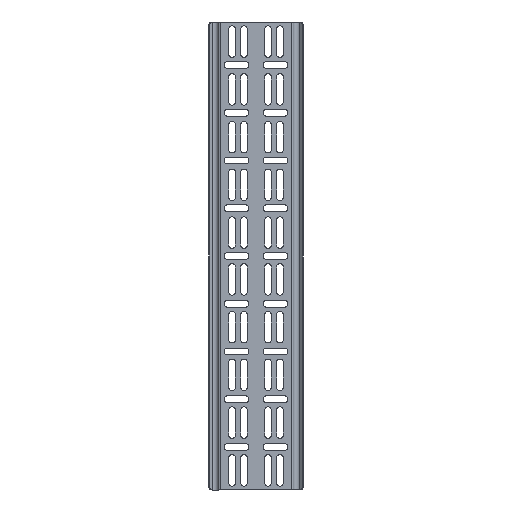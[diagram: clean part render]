
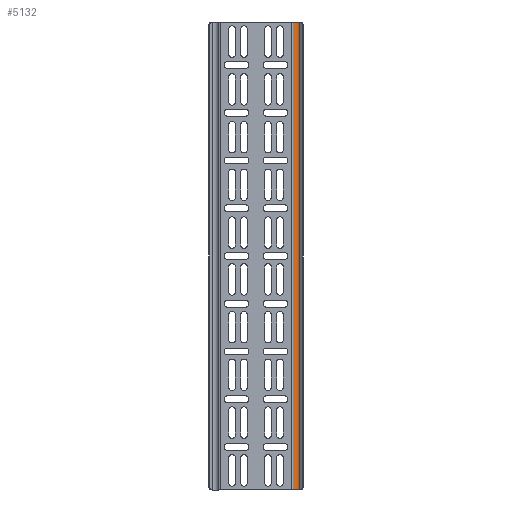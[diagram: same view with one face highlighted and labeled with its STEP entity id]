
A CAD part, front view. The second image highlights one B-rep face of the part: STEP entity #5132.
In plain terms, the highlighted cylindrical face has radius 4 mm (diameter 8 mm), a partial arc.
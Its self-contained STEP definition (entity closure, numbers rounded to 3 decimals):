
#267=B_SPLINE_CURVE_WITH_KNOTS('',3,(#7540,#7541,#7542,#7543),
 .UNSPECIFIED.,.F.,.F.,(4,4),(1.422,1.571),
 .UNSPECIFIED.);
#270=B_SPLINE_CURVE_WITH_KNOTS('',3,(#7575,#7576,#7577,#7578),
 .UNSPECIFIED.,.F.,.F.,(4,4),(6.283,6.432),
 .UNSPECIFIED.);
#284=FACE_OUTER_BOUND('',#550,.T.);
#550=EDGE_LOOP('',(#3491,#3492,#3493,#3494,#3495,#3496));
#933=CIRCLE('',#5424,4.);
#934=CIRCLE('',#5426,4.);
#1193=LINE('',#7573,#1697);
#1194=LINE('',#7581,#1698);
#1697=VECTOR('',#5973,10.);
#1698=VECTOR('',#5976,10.);
#2198=VERTEX_POINT('',#7513);
#2201=VERTEX_POINT('',#7536);
#2203=VERTEX_POINT('',#7539);
#2210=VERTEX_POINT('',#7569);
#2211=VERTEX_POINT('',#7574);
#2212=VERTEX_POINT('',#7579);
#2706=EDGE_CURVE('',#2201,#2203,#267,.T.);
#2717=EDGE_CURVE('',#2210,#2203,#933,.T.);
#2719=EDGE_CURVE('',#2198,#2201,#1193,.T.);
#2720=EDGE_CURVE('',#2211,#2198,#270,.T.);
#2721=EDGE_CURVE('',#2212,#2211,#934,.T.);
#2722=EDGE_CURVE('',#2212,#2210,#1194,.T.);
#3491=ORIENTED_EDGE('',*,*,#2706,.F.);
#3492=ORIENTED_EDGE('',*,*,#2719,.F.);
#3493=ORIENTED_EDGE('',*,*,#2720,.F.);
#3494=ORIENTED_EDGE('',*,*,#2721,.F.);
#3495=ORIENTED_EDGE('',*,*,#2722,.T.);
#3496=ORIENTED_EDGE('',*,*,#2717,.T.);
#5001=CYLINDRICAL_SURFACE('',#5425,4.);
#5132=ADVANCED_FACE('',(#284),#5001,.F.);
#5424=AXIS2_PLACEMENT_3D('',#7570,#5968,#5969);
#5425=AXIS2_PLACEMENT_3D('',#7572,#5971,#5972);
#5426=AXIS2_PLACEMENT_3D('',#7580,#5974,#5975);
#5968=DIRECTION('center_axis',(0.,0.,
-1.));
#5969=DIRECTION('ref_axis',(-0.943,0.333,0.));
#5971=DIRECTION('center_axis',(0.,0.,
-1.));
#5972=DIRECTION('ref_axis',(-0.943,0.333,0.));
#5973=DIRECTION('',(0.,0.,-1.));
#5974=DIRECTION('center_axis',(0.,0.,
-1.));
#5975=DIRECTION('ref_axis',(-0.943,0.333,0.));
#5976=DIRECTION('',(0.,0.,-1.));
#7513=CARTESIAN_POINT('',(45.895,2.916,489.945));
#7536=CARTESIAN_POINT('',(45.895,2.916,0.055));
#7539=CARTESIAN_POINT('',(45.359,3.339,0.));
#7540=CARTESIAN_POINT('Ctrl Pts',(45.895,2.916,0.055));
#7541=CARTESIAN_POINT('Ctrl Pts',(45.73,3.071,0.018));
#7542=CARTESIAN_POINT('Ctrl Pts',(45.55,3.213,0.));
#7543=CARTESIAN_POINT('Ctrl Pts',(45.359,3.339,0.));
#7569=CARTESIAN_POINT('',(39.386,1.333,0.));
#7570=CARTESIAN_POINT('Origin',(43.157,0.,0.));
#7572=CARTESIAN_POINT('Origin',(43.157,0.,245.));
#7573=CARTESIAN_POINT('',(45.895,2.916,245.));
#7574=CARTESIAN_POINT('',(45.359,3.339,490.));
#7575=CARTESIAN_POINT('Ctrl Pts',(45.359,3.339,490.));
#7576=CARTESIAN_POINT('Ctrl Pts',(45.55,3.213,490.));
#7577=CARTESIAN_POINT('Ctrl Pts',(45.73,3.071,489.982));
#7578=CARTESIAN_POINT('Ctrl Pts',(45.895,2.916,489.945));
#7579=CARTESIAN_POINT('',(39.386,1.333,490.));
#7580=CARTESIAN_POINT('Origin',(43.157,0.,490.));
#7581=CARTESIAN_POINT('',(39.386,1.333,245.));
